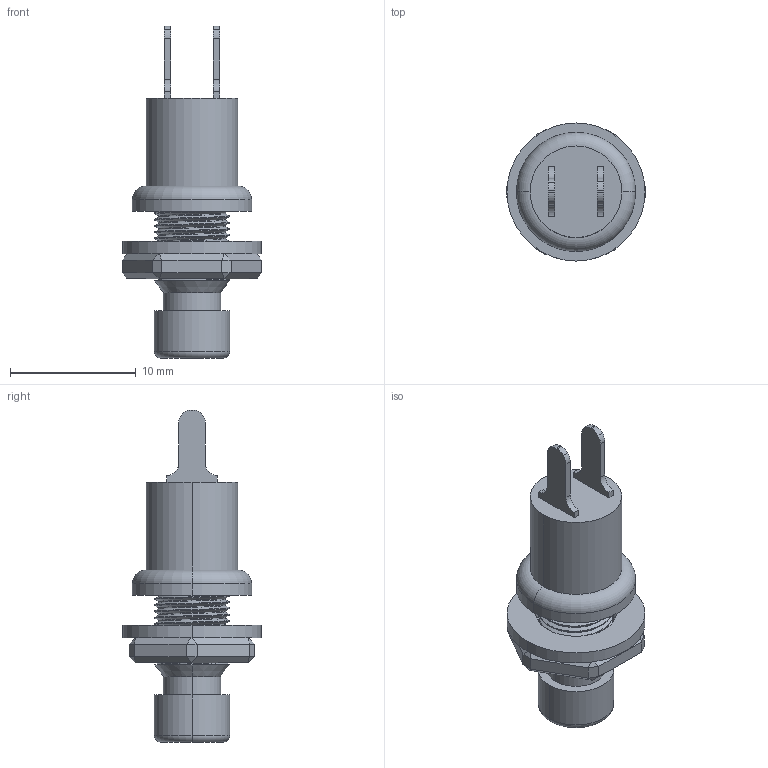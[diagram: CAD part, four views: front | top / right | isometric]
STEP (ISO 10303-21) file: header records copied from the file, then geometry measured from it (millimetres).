
FILE_DESCRIPTION(('HOOPS Exchange Step'),'2;1');
FILE_NAME('Pushbutton v16.step','2023-03-04T16:56:23+00:00',('root'),('Unknown organisation'),'HOOPS Exchange 2022.1','HOOPS Exchange','Unknown authorisation');
FILE_SCHEMA( ('AP203_CONFIGURATION_CONTROLLED_3D_DESIGN_OF_MECHANICAL_PARTS_AND_ASSEMBLIES_MIM_LF') );
Length unit declared in the file: millimetre
Products named in the file (8): Washer; Cap; Metal Body; Plastic Body; Contact 1; Contact 2; Nut; Pushbutton
Assembly tree (7 placements, depth 2):
  Pushbutton
    Washer
    Cap
    Metal Body
    Plastic Body
    Contact 1
    Contact 2
    Nut
Bounding box: 11.05 x 11 x 26.45 mm (x, y, z)
Volume: 895.2 mm3; surface area: 1206 mm2
Topology: 7 solids, 7 shells, 160 faces, 398 edges, 253 vertices
Faces by surface type: cylinder 80, plane 66, cone 6, torus 4, bspline 4
Entity records: 6960 total; most frequent: CARTESIAN_POINT 3152, ORIENTED_EDGE 796, DIRECTION 689, EDGE_CURVE 398, VERTEX_POINT 253, AXIS2_PLACEMENT_3D 242, VECTOR 205, LINE 205
